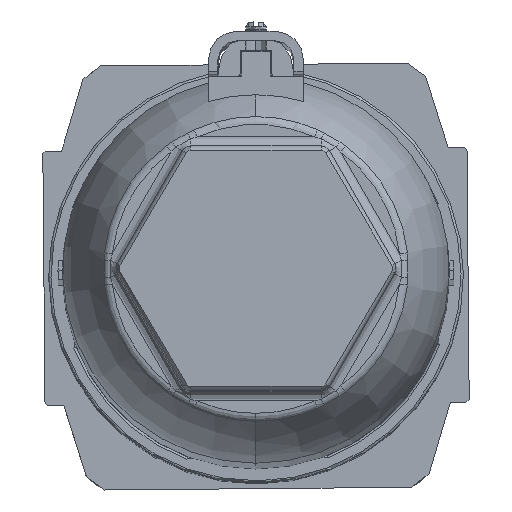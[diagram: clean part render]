
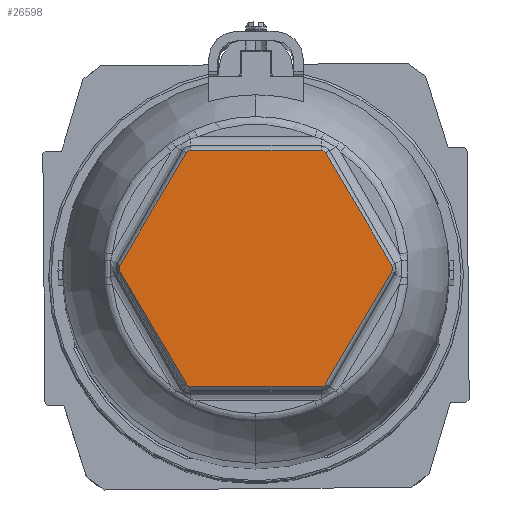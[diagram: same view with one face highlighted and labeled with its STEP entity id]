
A CAD part, front view. The second image highlights one B-rep face of the part: STEP entity #26598.
In plain terms, the highlighted face is planar.
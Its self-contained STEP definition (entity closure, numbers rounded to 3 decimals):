
#107 = CARTESIAN_POINT ( 'NONE',  ( -13.856, 0.5, 24. ) ) ;
#1060 = PLANE ( 'NONE',  #35511 ) ;
#1094 = CARTESIAN_POINT ( 'NONE',  ( -14.749, 0.5, 24.53 ) ) ;
#1192 = EDGE_CURVE ( 'NONE', #5130, #52208, #28842, .T. ) ;
#2569 = DIRECTION ( 'NONE',  ( 0., 0., 1. ) ) ;
#2944 = ORIENTED_EDGE ( 'NONE', *, *, #38814, .T. ) ;
#4033 = ORIENTED_EDGE ( 'NONE', *, *, #44161, .T. ) ;
#4284 = CARTESIAN_POINT ( 'NONE',  ( 23.606, 0.5, 9.581 ) ) ;
#4428 = DIRECTION ( 'NONE',  ( 0., -1., 0. ) ) ;
#4768 = DIRECTION ( 'NONE',  ( 0., 0., 1. ) ) ;
#5130 = VERTEX_POINT ( 'NONE', #48720 ) ;
#5320 = ORIENTED_EDGE ( 'NONE', *, *, #1192, .T. ) ;
#10946 = CIRCLE ( 'NONE', #23655, 1.038 ) ;
#10979 = VERTEX_POINT ( 'NONE', #1094 ) ;
#11049 = CARTESIAN_POINT ( 'NONE',  ( -18.893, 0.5, 17.555 ) ) ;
#12041 = ORIENTED_EDGE ( 'NONE', *, *, #59190, .T. ) ;
#12911 = VERTEX_POINT ( 'NONE', #48200 ) ;
#13039 = ORIENTED_EDGE ( 'NONE', *, *, #29497, .T. ) ;
#13181 = CARTESIAN_POINT ( 'NONE',  ( 13.856, 0.5, 25.038 ) ) ;
#13535 = AXIS2_PLACEMENT_3D ( 'NONE', #26507, #58991, #31179 ) ;
#14304 = DIRECTION ( 'NONE',  ( 0., -1., 0. ) ) ;
#14844 = ORIENTED_EDGE ( 'NONE', *, *, #48084, .T. ) ;
#14869 = CARTESIAN_POINT ( 'NONE',  ( 13.856, 0.5, -25.038 ) ) ;
#15057 = CARTESIAN_POINT ( 'NONE',  ( 28.853, 0.5, 0.671 ) ) ;
#15122 = VERTEX_POINT ( 'NONE', #13181 ) ;
#15246 = AXIS2_PLACEMENT_3D ( 'NONE', #32246, #4428, #36902 ) ;
#15716 = CARTESIAN_POINT ( 'NONE',  ( -14.749, 0.5, 24.53 ) ) ;
#15925 = CARTESIAN_POINT ( 'NONE',  ( -23.606, 0.5, 9.581 ) ) ;
#16903 = CIRCLE ( 'NONE', #17808, 1.038 ) ;
#17808 = AXIS2_PLACEMENT_3D ( 'NONE', #42192, #14304, #46823 ) ;
#18835 = LINE ( 'NONE', #56639, #29756 ) ;
#19117 = CARTESIAN_POINT ( 'NONE',  ( 18.893, 0.5, 17.555 ) ) ;
#19283 = CARTESIAN_POINT ( 'NONE',  ( -18.893, 0.5, -17.555 ) ) ;
#20456 = ORIENTED_EDGE ( 'NONE', *, *, #32280, .T. ) ;
#21038 = AXIS2_PLACEMENT_3D ( 'NONE', #107, #32577, #4768 ) ;
#21220 = CARTESIAN_POINT ( 'NONE',  ( -14.749, 0.5, -24.53 ) ) ;
#21726 = CIRCLE ( 'NONE', #15246, 1.323 ) ;
#22572 = CARTESIAN_POINT ( 'NONE',  ( 14.749, 0.5, -24.53 ) ) ;
#22584 =( BOUNDED_CURVE ( )  B_SPLINE_CURVE ( 3, ( #51731, #41198, #47087, #56402 ),
 .UNSPECIFIED., .F., .F. ) 
 B_SPLINE_CURVE_WITH_KNOTS ( ( 4, 4 ),
 ( 0.546, 0.723 ),
 .UNSPECIFIED. ) 
 CURVE ( )  GEOMETRIC_REPRESENTATION_ITEM ( )  RATIONAL_B_SPLINE_CURVE ( ( 1., 0.997, 0.997, 1. ) ) 
 REPRESENTATION_ITEM ( '' )  );
#23345 = EDGE_CURVE ( 'NONE', #52208, #49367, #16903, .T. ) ;
#23655 = AXIS2_PLACEMENT_3D ( 'NONE', #58188, #30379, #2569 ) ;
#25260 = CARTESIAN_POINT ( 'NONE',  ( 27.713, 0.5, 0. ) ) ;
#25497 = EDGE_CURVE ( 'NONE', #35738, #10979, #54497, .T. ) ;
#26507 = CARTESIAN_POINT ( 'NONE',  ( 13.856, 0.5, 24. ) ) ;
#26598 = ADVANCED_FACE ( 'NONE', ( #43505 ), #1060, .F. ) ;
#27990 = ORIENTED_EDGE ( 'NONE', *, *, #40966, .T. ) ;
#28435 = VERTEX_POINT ( 'NONE', #21220 ) ;
#28836 = DIRECTION ( 'NONE',  ( -1., 0., 0. ) ) ;
#28842 = LINE ( 'NONE', #29745, #52074 ) ;
#29263 = DIRECTION ( 'NONE',  ( 0., 0., 1. ) ) ;
#29497 = EDGE_CURVE ( 'NONE', #49506, #43662, #51281, .T. ) ;
#29745 = CARTESIAN_POINT ( 'NONE',  ( -30.022, 0.5, -25.038 ) ) ;
#29756 = VECTOR ( 'NONE', #28836, 1000. ) ;
#29947 = DIRECTION ( 'NONE',  ( 0., 0., 1. ) ) ;
#30379 = DIRECTION ( 'NONE',  ( 0., -1., 0. ) ) ;
#31179 = DIRECTION ( 'NONE',  ( 0., 0., 1. ) ) ;
#32246 = CARTESIAN_POINT ( 'NONE',  ( -27.713, 0.5, 0. ) ) ;
#32280 = EDGE_CURVE ( 'NONE', #28435, #5130, #10946, .T. ) ;
#32577 = DIRECTION ( 'NONE',  ( 0., -1., 0. ) ) ;
#32921 = CARTESIAN_POINT ( 'NONE',  ( -23.606, 0.5, -9.581 ) ) ;
#33904 = EDGE_CURVE ( 'NONE', #12911, #15122, #57417, .T. ) ;
#35511 = AXIS2_PLACEMENT_3D ( 'NONE', #52387, #57056, #29263 ) ;
#35738 = VERTEX_POINT ( 'NONE', #45099 ) ;
#35737 = ORIENTED_EDGE ( 'NONE', *, *, #23345, .T. ) ;
#35959 = EDGE_LOOP ( 'NONE', ( #46277, #4033, #36233, #27990, #48162, #14844, #20456, #5320, #35737, #2944, #13039, #12041 ) ) ;
#36233 = ORIENTED_EDGE ( 'NONE', *, *, #25497, .T. ) ;
#36362 = CARTESIAN_POINT ( 'NONE',  ( 28.853, 0.5, 0.671 ) ) ;
#36902 = DIRECTION ( 'NONE',  ( 0., 0., 1. ) ) ;
#37774 =( BOUNDED_CURVE ( )  B_SPLINE_CURVE ( 3, ( #56233, #32921, #19283, #51760 ),
 .UNSPECIFIED., .F., .F. ) 
 B_SPLINE_CURVE_WITH_KNOTS ( ( 4, 4 ),
 ( 2.419, 2.596 ),
 .UNSPECIFIED. ) 
 CURVE ( )  GEOMETRIC_REPRESENTATION_ITEM ( )  RATIONAL_B_SPLINE_CURVE ( ( 1., 0.997, 0.997, 1. ) ) 
 REPRESENTATION_ITEM ( '' )  );
#38814 = EDGE_CURVE ( 'NONE', #49367, #49506, #22584, .T. ) ;
#38853 = CARTESIAN_POINT ( 'NONE',  ( -28.853, 0.5, -0.671 ) ) ;
#40067 = CARTESIAN_POINT ( 'NONE',  ( -28.853, 0.5, 0.671 ) ) ;
#40875 =( BOUNDED_CURVE ( )  B_SPLINE_CURVE ( 3, ( #36362, #4284, #19117, #51587 ),
 .UNSPECIFIED., .F., .F. ) 
 B_SPLINE_CURVE_WITH_KNOTS ( ( 4, 4 ),
 ( 5.561, 5.738 ),
 .UNSPECIFIED. ) 
 CURVE ( )  GEOMETRIC_REPRESENTATION_ITEM ( )  RATIONAL_B_SPLINE_CURVE ( ( 1., 0.997, 0.997, 1. ) ) 
 REPRESENTATION_ITEM ( '' )  );
#40966 = EDGE_CURVE ( 'NONE', #10979, #45101, #51580, .T. ) ;
#41198 = CARTESIAN_POINT ( 'NONE',  ( 18.893, 0.5, -17.555 ) ) ;
#42192 = CARTESIAN_POINT ( 'NONE',  ( 13.856, 0.5, -24. ) ) ;
#43505 = FACE_OUTER_BOUND ( 'NONE', #35959, .T. ) ;
#43662 = VERTEX_POINT ( 'NONE', #15057 ) ;
#44161 = EDGE_CURVE ( 'NONE', #15122, #35738, #18835, .T. ) ;
#44556 = AXIS2_PLACEMENT_3D ( 'NONE', #25260, #57731, #29947 ) ;
#45099 = CARTESIAN_POINT ( 'NONE',  ( -13.856, 0.5, 25.038 ) ) ;
#45101 = VERTEX_POINT ( 'NONE', #40067 ) ;
#46277 = ORIENTED_EDGE ( 'NONE', *, *, #33904, .T. ) ;
#46823 = DIRECTION ( 'NONE',  ( 0., 0., 1. ) ) ;
#47087 = CARTESIAN_POINT ( 'NONE',  ( 23.606, 0.5, -9.581 ) ) ;
#48084 = EDGE_CURVE ( 'NONE', #52324, #28435, #37774, .T. ) ;
#48162 = ORIENTED_EDGE ( 'NONE', *, *, #58251, .T. ) ;
#48200 = CARTESIAN_POINT ( 'NONE',  ( 14.749, 0.5, 24.53 ) ) ;
#48412 = CARTESIAN_POINT ( 'NONE',  ( -28.853, 0.5, 0.671 ) ) ;
#48720 = CARTESIAN_POINT ( 'NONE',  ( -13.856, 0.5, -25.038 ) ) ;
#49367 = VERTEX_POINT ( 'NONE', #22572 ) ;
#49506 = VERTEX_POINT ( 'NONE', #56644 ) ;
#51281 = CIRCLE ( 'NONE', #44556, 1.323 ) ;
#51580 =( BOUNDED_CURVE ( )  B_SPLINE_CURVE ( 3, ( #15716, #11049, #15925, #48412 ),
 .UNSPECIFIED., .F., .F. ) 
 B_SPLINE_CURVE_WITH_KNOTS ( ( 4, 4 ),
 ( 3.687, 3.864 ),
 .UNSPECIFIED. ) 
 CURVE ( )  GEOMETRIC_REPRESENTATION_ITEM ( )  RATIONAL_B_SPLINE_CURVE ( ( 1., 0.997, 0.997, 1. ) ) 
 REPRESENTATION_ITEM ( '' )  );
#51587 = CARTESIAN_POINT ( 'NONE',  ( 14.749, 0.5, 24.53 ) ) ;
#51731 = CARTESIAN_POINT ( 'NONE',  ( 14.749, 0.5, -24.53 ) ) ;
#51760 = CARTESIAN_POINT ( 'NONE',  ( -14.749, 0.5, -24.53 ) ) ;
#52074 = VECTOR ( 'NONE', #53209, 1000. ) ;
#52208 = VERTEX_POINT ( 'NONE', #14869 ) ;
#52324 = VERTEX_POINT ( 'NONE', #38853 ) ;
#52387 = CARTESIAN_POINT ( 'NONE',  ( 40.573, 0.5, -41. ) ) ;
#53209 = DIRECTION ( 'NONE',  ( 1., 0., 0. ) ) ;
#54497 = CIRCLE ( 'NONE', #21038, 1.038 ) ;
#56233 = CARTESIAN_POINT ( 'NONE',  ( -28.853, 0.5, -0.671 ) ) ;
#56402 = CARTESIAN_POINT ( 'NONE',  ( 28.853, 0.5, -0.671 ) ) ;
#56639 = CARTESIAN_POINT ( 'NONE',  ( 15.011, 0.5, 25.038 ) ) ;
#56644 = CARTESIAN_POINT ( 'NONE',  ( 28.853, 0.5, -0.671 ) ) ;
#57056 = DIRECTION ( 'NONE',  ( 0., 1., 0. ) ) ;
#57417 = CIRCLE ( 'NONE', #13535, 1.038 ) ;
#57731 = DIRECTION ( 'NONE',  ( 0., -1., 0. ) ) ;
#58188 = CARTESIAN_POINT ( 'NONE',  ( -13.856, 0.5, -24. ) ) ;
#58251 = EDGE_CURVE ( 'NONE', #45101, #52324, #21726, .T. ) ;
#58991 = DIRECTION ( 'NONE',  ( 0., -1., 0. ) ) ;
#59190 = EDGE_CURVE ( 'NONE', #43662, #12911, #40875, .T. ) ;
